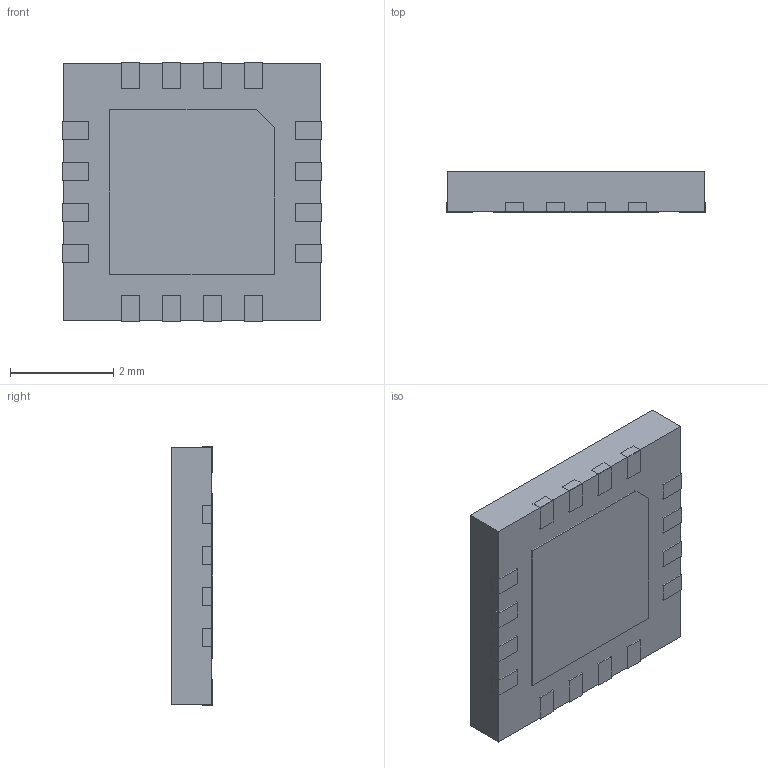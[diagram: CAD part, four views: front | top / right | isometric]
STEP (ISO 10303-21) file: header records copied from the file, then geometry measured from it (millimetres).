
FILE_DESCRIPTION (( 'STEP AP214' ), '1' );
FILE_NAME ('16TQFN-EP.STEP', '2018-12-03T09:24:43', ( '' ), ( '' ), 'SwSTEP 2.0', 'SolidWorks 2018', '' );
FILE_SCHEMA (( 'AUTOMOTIVE_DESIGN' ));
Length unit declared in the file: millimetre
Products named in the file (4): EP; 16TQFN-EP; P; Body
Assembly tree (18 placements, depth 2):
  16TQFN-EP
    EP
    P  x16
    Body
Bounding box: 5.02 x 0.8 x 5.02 mm (x, y, z)
Surface area: 99.9 mm2
Topology: 18 solids, 18 shells, 220 faces, 513 edges, 342 vertices
Faces by surface type: plane 182, bspline 36, cylinder 2
Entity records: 6029 total; most frequent: CARTESIAN_POINT 2742, ORIENTED_EDGE 666, DIRECTION 495, EDGE_CURVE 333, LINE 257, VECTOR 257, VERTEX_POINT 222, EDGE_LOOP 143
